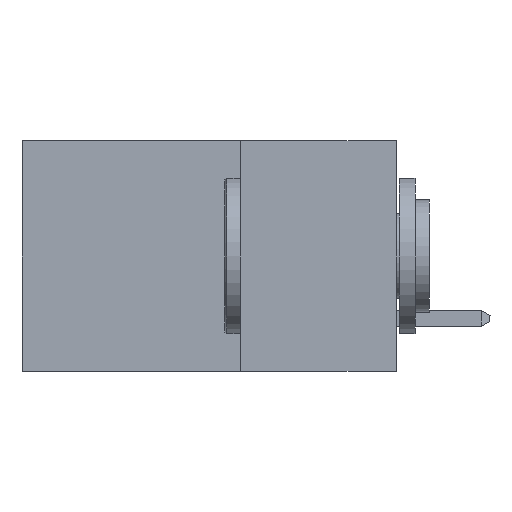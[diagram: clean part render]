
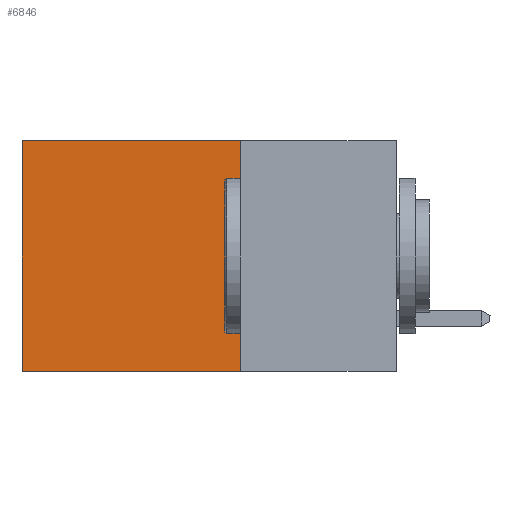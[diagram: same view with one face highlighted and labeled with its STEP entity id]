
A CAD part, left-side view. The second image highlights one B-rep face of the part: STEP entity #6846.
In plain terms, the highlighted planar face has unit normal (-1, 0, 0).
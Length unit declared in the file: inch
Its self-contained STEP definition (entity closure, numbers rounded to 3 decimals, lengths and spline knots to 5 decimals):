
#685 = EDGE_CURVE ( 'NONE', #3295, #13630, #18341, .T. ) ;
#1129 = VERTEX_POINT ( 'NONE', #20439 ) ;
#1271 = EDGE_CURVE ( 'NONE', #20440, #3295, #15441, .T. ) ;
#1521 = CARTESIAN_POINT ( 'NONE',  ( 0.2615, 0.25, -0.37 ) ) ;
#1607 = VECTOR ( 'NONE', #19283, 39.37008 ) ;
#3070 = FACE_OUTER_BOUND ( 'NONE', #18742, .T. ) ;
#3295 = VERTEX_POINT ( 'NONE', #8543 ) ;
#4179 = VECTOR ( 'NONE', #10406, 39.37008 ) ;
#4979 = CARTESIAN_POINT ( 'NONE',  ( 0.2615, 0.6, -0.37 ) ) ;
#5489 = CARTESIAN_POINT ( 'NONE',  ( 0.2615, 0.6, -0.37 ) ) ;
#6846 = ADVANCED_FACE ( 'NONE', ( #3070 ), #18440, .F. ) ;
#7723 = VECTOR ( 'NONE', #17014, 39.37008 ) ;
#7818 = ORIENTED_EDGE ( 'NONE', *, *, #8723, .T. ) ;
#8074 = DIRECTION ( 'NONE',  ( 0., 0., -1. ) ) ;
#8380 = CARTESIAN_POINT ( 'NONE',  ( 0.2615, 0.25, 0. ) ) ;
#8543 = CARTESIAN_POINT ( 'NONE',  ( 0.2615, 0.25, -0.37 ) ) ;
#8713 = VECTOR ( 'NONE', #15520, 39.37008 ) ;
#8723 = EDGE_CURVE ( 'NONE', #1129, #13630, #15207, .T. ) ;
#9411 = AXIS2_PLACEMENT_3D ( 'NONE', #18212, #21897, #8074 ) ;
#10406 = DIRECTION ( 'NONE',  ( 0., 1., 0. ) ) ;
#12272 = ORIENTED_EDGE ( 'NONE', *, *, #685, .F. ) ;
#13630 = VERTEX_POINT ( 'NONE', #4979 ) ;
#14206 = ORIENTED_EDGE ( 'NONE', *, *, #1271, .F. ) ;
#14726 = ORIENTED_EDGE ( 'NONE', *, *, #18349, .T. ) ;
#15207 = LINE ( 'NONE', #5489, #8713 ) ;
#15435 = LINE ( 'NONE', #18540, #4179 ) ;
#15441 = LINE ( 'NONE', #20958, #1607 ) ;
#15520 = DIRECTION ( 'NONE',  ( 0., 0., -1. ) ) ;
#17014 = DIRECTION ( 'NONE',  ( 0., 1., 0. ) ) ;
#18212 = CARTESIAN_POINT ( 'NONE',  ( 0.2615, 0.25, -0.37 ) ) ;
#18341 = LINE ( 'NONE', #1521, #7723 ) ;
#18349 = EDGE_CURVE ( 'NONE', #20440, #1129, #15435, .T. ) ;
#18440 = PLANE ( 'NONE',  #9411 ) ;
#18540 = CARTESIAN_POINT ( 'NONE',  ( 0.2615, 0.25, 0. ) ) ;
#18742 = EDGE_LOOP ( 'NONE', ( #7818, #12272, #14206, #14726 ) ) ;
#19283 = DIRECTION ( 'NONE',  ( 0., 0., -1. ) ) ;
#20439 = CARTESIAN_POINT ( 'NONE',  ( 0.2615, 0.6, 0. ) ) ;
#20440 = VERTEX_POINT ( 'NONE', #8380 ) ;
#20958 = CARTESIAN_POINT ( 'NONE',  ( 0.2615, 0.25, -0.37 ) ) ;
#21897 = DIRECTION ( 'NONE',  ( 1., 0., 0. ) ) ;
